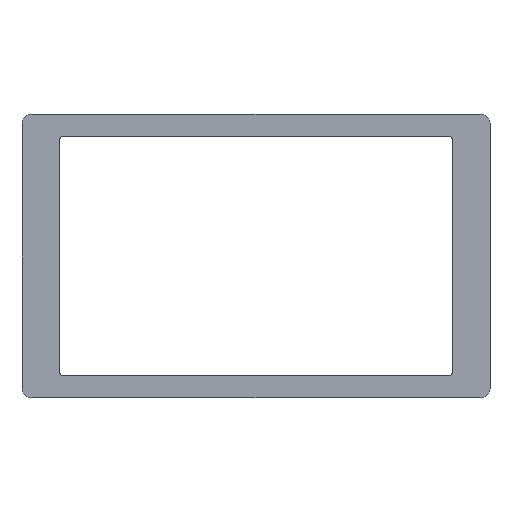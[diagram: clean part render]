
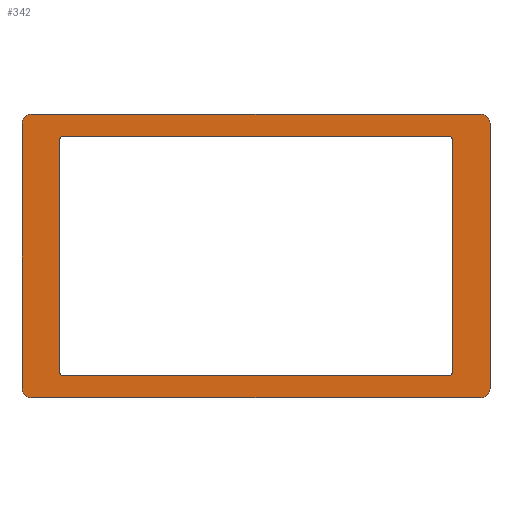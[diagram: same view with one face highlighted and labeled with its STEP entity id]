
A CAD part, top view. The second image highlights one B-rep face of the part: STEP entity #342.
In plain terms, the highlighted planar face has unit normal (0, 0, 1).
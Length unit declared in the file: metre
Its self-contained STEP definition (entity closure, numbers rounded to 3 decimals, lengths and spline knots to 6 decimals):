
#13=CIRCLE('',#362,0.002685);
#15=CIRCLE('',#366,0.002685);
#17=CIRCLE('',#370,0.002685);
#19=CIRCLE('',#374,0.001);
#21=CIRCLE('',#378,0.001);
#23=CIRCLE('',#382,0.001);
#25=CIRCLE('',#386,0.001);
#27=CIRCLE('',#390,0.002685);
#100=ORIENTED_EDGE('',*,*,#157,.F.);
#101=ORIENTED_EDGE('',*,*,#160,.F.);
#102=ORIENTED_EDGE('',*,*,#163,.F.);
#103=ORIENTED_EDGE('',*,*,#166,.T.);
#104=ORIENTED_EDGE('',*,*,#169,.F.);
#105=ORIENTED_EDGE('',*,*,#172,.T.);
#106=ORIENTED_EDGE('',*,*,#175,.F.);
#107=ORIENTED_EDGE('',*,*,#177,.F.);
#108=ORIENTED_EDGE('',*,*,#135,.T.);
#109=ORIENTED_EDGE('',*,*,#138,.T.);
#110=ORIENTED_EDGE('',*,*,#141,.T.);
#111=ORIENTED_EDGE('',*,*,#144,.T.);
#112=ORIENTED_EDGE('',*,*,#147,.F.);
#113=ORIENTED_EDGE('',*,*,#150,.T.);
#114=ORIENTED_EDGE('',*,*,#153,.F.);
#115=ORIENTED_EDGE('',*,*,#179,.T.);
#135=EDGE_CURVE('',#180,#183,#215,.T.);
#138=EDGE_CURVE('',#183,#185,#13,.T.);
#141=EDGE_CURVE('',#185,#187,#219,.T.);
#144=EDGE_CURVE('',#187,#189,#15,.T.);
#147=EDGE_CURVE('',#191,#189,#223,.T.);
#150=EDGE_CURVE('',#191,#193,#17,.T.);
#153=EDGE_CURVE('',#195,#193,#227,.T.);
#157=EDGE_CURVE('',#199,#196,#19,.T.);
#160=EDGE_CURVE('',#201,#199,#232,.T.);
#163=EDGE_CURVE('',#203,#201,#21,.T.);
#166=EDGE_CURVE('',#203,#205,#236,.T.);
#169=EDGE_CURVE('',#207,#205,#23,.T.);
#172=EDGE_CURVE('',#207,#209,#240,.T.);
#175=EDGE_CURVE('',#211,#209,#25,.T.);
#177=EDGE_CURVE('',#196,#211,#243,.T.);
#179=EDGE_CURVE('',#195,#180,#27,.T.);
#180=VERTEX_POINT('',#498);
#183=VERTEX_POINT('',#503);
#185=VERTEX_POINT('',#509);
#187=VERTEX_POINT('',#515);
#189=VERTEX_POINT('',#521);
#191=VERTEX_POINT('',#527);
#193=VERTEX_POINT('',#533);
#195=VERTEX_POINT('',#539);
#196=VERTEX_POINT('',#543);
#199=VERTEX_POINT('',#548);
#201=VERTEX_POINT('',#554);
#203=VERTEX_POINT('',#560);
#205=VERTEX_POINT('',#566);
#207=VERTEX_POINT('',#572);
#209=VERTEX_POINT('',#578);
#211=VERTEX_POINT('',#584);
#215=LINE('',#504,#247);
#219=LINE('',#516,#251);
#223=LINE('',#528,#255);
#227=LINE('',#540,#259);
#232=LINE('',#555,#264);
#236=LINE('',#567,#268);
#240=LINE('',#579,#272);
#243=LINE('',#588,#275);
#247=VECTOR('',#400,1.);
#251=VECTOR('',#412,1.);
#255=VECTOR('',#424,1.);
#259=VECTOR('',#436,1.);
#264=VECTOR('',#449,1.);
#268=VECTOR('',#461,1.);
#272=VECTOR('',#473,1.);
#275=VECTOR('',#484,1.);
#292=EDGE_LOOP('',(#100,#101,#102,#103,#104,#105,#106,#107));
#293=EDGE_LOOP('',(#108,#109,#110,#111,#112,#113,#114,#115));
#312=FACE_BOUND('',#292,.T.);
#313=FACE_BOUND('',#293,.T.);
#324=PLANE('',#391);
#342=ADVANCED_FACE('',(#312,#313),#324,.T.);
#362=AXIS2_PLACEMENT_3D('',#510,#406,#407);
#366=AXIS2_PLACEMENT_3D('',#522,#418,#419);
#370=AXIS2_PLACEMENT_3D('',#534,#430,#431);
#374=AXIS2_PLACEMENT_3D('',#549,#443,#444);
#378=AXIS2_PLACEMENT_3D('',#561,#455,#456);
#382=AXIS2_PLACEMENT_3D('',#573,#467,#468);
#386=AXIS2_PLACEMENT_3D('',#585,#479,#480);
#390=AXIS2_PLACEMENT_3D('',#591,#489,#490);
#391=AXIS2_PLACEMENT_3D('',#592,#491,#492);
#400=DIRECTION('',(0.,-1.,0.));
#406=DIRECTION('',(0.,0.,1.));
#407=DIRECTION('',(1.,0.,0.));
#412=DIRECTION('',(1.,0.,0.));
#418=DIRECTION('',(0.,0.,1.));
#419=DIRECTION('',(1.,0.,0.));
#424=DIRECTION('',(0.,-1.,0.));
#430=DIRECTION('',(0.,0.,1.));
#431=DIRECTION('',(1.,0.,0.));
#436=DIRECTION('',(1.,0.,0.));
#443=DIRECTION('',(0.,0.,1.));
#444=DIRECTION('',(1.,0.,0.));
#449=DIRECTION('',(-1.,0.,0.));
#455=DIRECTION('',(0.,0.,1.));
#456=DIRECTION('',(1.,0.,0.));
#461=DIRECTION('',(0.,-1.,0.));
#467=DIRECTION('',(0.,0.,1.));
#468=DIRECTION('',(1.,0.,0.));
#473=DIRECTION('',(-1.,0.,0.));
#479=DIRECTION('',(0.,0.,1.));
#480=DIRECTION('',(1.,0.,0.));
#484=DIRECTION('',(0.,-1.,0.));
#489=DIRECTION('',(0.,0.,1.));
#490=DIRECTION('',(1.,0.,0.));
#491=DIRECTION('',(0.,0.,1.));
#492=DIRECTION('',(1.,0.,0.));
#498=CARTESIAN_POINT('',(0.177089,-0.0342,0.0005));
#503=CARTESIAN_POINT('',(0.177089,-0.1089,0.0005));
#504=CARTESIAN_POINT('',(0.177089,-0.07155,0.0005));
#509=CARTESIAN_POINT('',(0.179774,-0.111585,0.0005));
#510=CARTESIAN_POINT('',(0.179774,-0.1089,0.0005));
#515=CARTESIAN_POINT('',(0.306374,-0.111585,0.0005));
#516=CARTESIAN_POINT('',(0.243074,-0.111585,0.0005));
#521=CARTESIAN_POINT('',(0.309059,-0.1089,0.0005));
#522=CARTESIAN_POINT('',(0.306374,-0.1089,0.0005));
#527=CARTESIAN_POINT('',(0.309059,-0.0342,0.0005));
#528=CARTESIAN_POINT('',(0.309059,-0.07155,0.0005));
#533=CARTESIAN_POINT('',(0.306374,-0.031515,0.0005));
#534=CARTESIAN_POINT('',(0.306374,-0.0342,0.0005));
#539=CARTESIAN_POINT('',(0.179774,-0.031515,0.0005));
#540=CARTESIAN_POINT('',(0.243074,-0.031515,0.0005));
#543=CARTESIAN_POINT('',(0.187724,-0.03885,0.0005));
#548=CARTESIAN_POINT('',(0.188724,-0.03785,0.0005));
#549=CARTESIAN_POINT('',(0.188724,-0.03885,0.0005));
#554=CARTESIAN_POINT('',(0.297424,-0.03785,0.0005));
#555=CARTESIAN_POINT('',(0.243074,-0.03785,0.0005));
#560=CARTESIAN_POINT('',(0.298424,-0.03885,0.0005));
#561=CARTESIAN_POINT('',(0.297424,-0.03885,0.0005));
#566=CARTESIAN_POINT('',(0.298424,-0.10425,0.0005));
#567=CARTESIAN_POINT('',(0.298424,-0.07155,0.0005));
#572=CARTESIAN_POINT('',(0.297424,-0.10525,0.0005));
#573=CARTESIAN_POINT('',(0.297424,-0.10425,0.0005));
#578=CARTESIAN_POINT('',(0.188724,-0.10525,0.0005));
#579=CARTESIAN_POINT('',(0.243074,-0.10525,0.0005));
#584=CARTESIAN_POINT('',(0.187724,-0.10425,0.0005));
#585=CARTESIAN_POINT('',(0.188724,-0.10425,0.0005));
#588=CARTESIAN_POINT('',(0.187724,-0.07155,0.0005));
#591=CARTESIAN_POINT('',(0.179774,-0.0342,0.0005));
#592=CARTESIAN_POINT('',(0.243074,-0.07155,0.0005));
